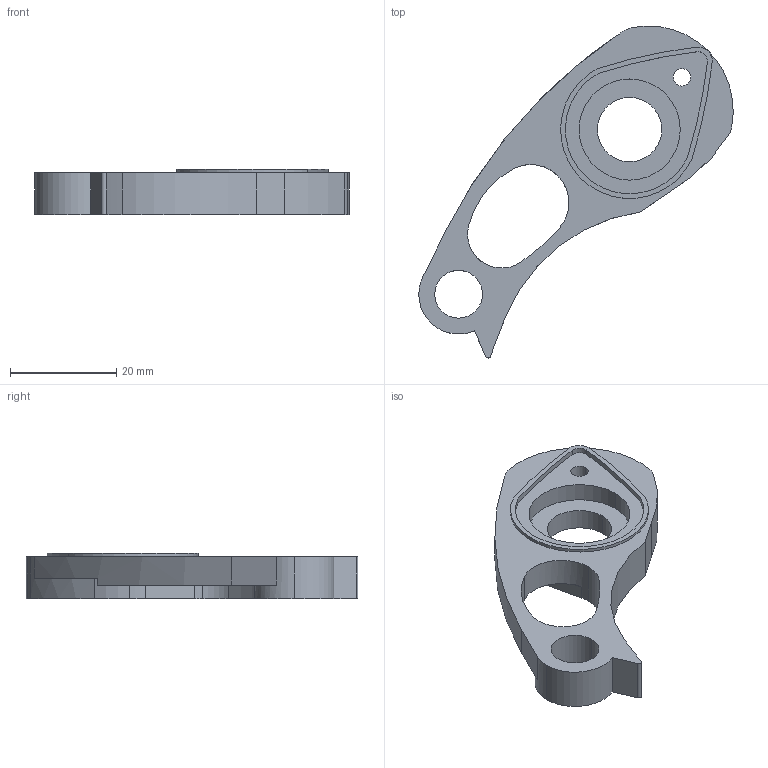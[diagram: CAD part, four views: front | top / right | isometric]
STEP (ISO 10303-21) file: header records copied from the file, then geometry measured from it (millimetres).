
FILE_DESCRIPTION (( 'STEP AP214' ), '1' );
FILE_NAME ('DR4033.STEP', '2017-08-30T17:04:00', ( 'Accounting' ), ( 'Microsoft' ), 'SwSTEP 2.0', 'SolidWorks 2017', '' );
FILE_SCHEMA (( 'AUTOMOTIVE_DESIGN' ));
Length unit declared in the file: millimetre
Products named in the file (1): DR4033
Bounding box: 59.2 x 62.5 x 8.5 mm (x, y, z)
Volume: 8124.7 mm3; surface area: 5151.9 mm2
Topology: 1 solids, 1 shells, 57 faces, 152 edges, 101 vertices
Faces by surface type: cylinder 44, plane 13
Entity records: 1881 total; most frequent: DIRECTION 361, CARTESIAN_POINT 311, ORIENTED_EDGE 304, EDGE_CURVE 152, AXIS2_PLACEMENT_3D 151, VERTEX_POINT 101, CIRCLE 93, EDGE_LOOP 69
